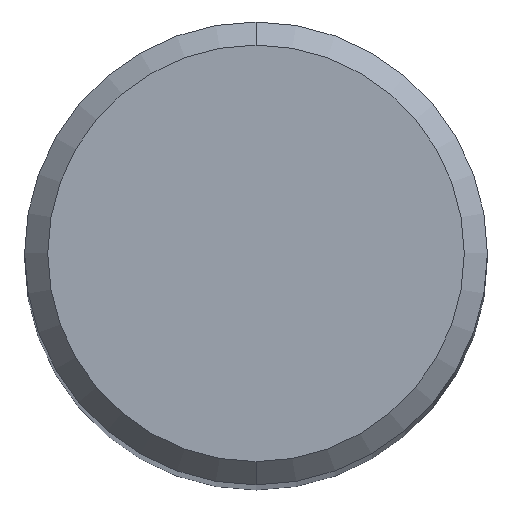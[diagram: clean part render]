
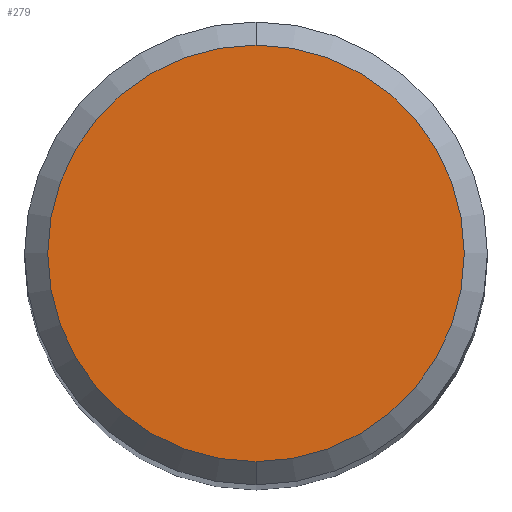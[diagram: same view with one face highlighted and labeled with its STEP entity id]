
A CAD part, top view. The second image highlights one B-rep face of the part: STEP entity #279.
In plain terms, the highlighted planar face has unit normal (0, 0, 1).
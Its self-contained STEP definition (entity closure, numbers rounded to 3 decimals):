
#203=EDGE_CURVE('',#251,#297,#514,.T.);
#251=VERTEX_POINT('',#568);
#263=EDGE_CURVE('',#297,#251,#582,.T.);
#279=ADVANCED_FACE('',(#601),#602,.T.);
#297=VERTEX_POINT('',#622);
#514=CIRCLE('',#855,3.6);
#568=CARTESIAN_POINT('',(0.,-3.6,0.0));
#582=CIRCLE('',#1033,3.6);
#601=FACE_OUTER_BOUND('',#1052,.T.);
#602=PLANE('',#1053);
#622=CARTESIAN_POINT('',(0.0,3.6,0.0));
#855=AXIS2_PLACEMENT_3D('',#1494,#1495,#1496);
#1033=AXIS2_PLACEMENT_3D('',#1576,#1577,#1578);
#1052=EDGE_LOOP('',(#1602,#1603));
#1053=AXIS2_PLACEMENT_3D('',#1604,#1605,#1606);
#1494=CARTESIAN_POINT('',(0.0,0.0,0.0));
#1495=DIRECTION('',(0.0,0.0,-1.0));
#1496=DIRECTION('',(0.0,1.0,0.0));
#1576=CARTESIAN_POINT('',(0.0,0.0,0.0));
#1577=DIRECTION('',(0.0,0.0,-1.0));
#1578=DIRECTION('',(0.0,1.0,0.0));
#1602=ORIENTED_EDGE('',*,*,#263,.F.);
#1603=ORIENTED_EDGE('',*,*,#203,.F.);
#1604=CARTESIAN_POINT('',(0.0,1.8,0.0));
#1605=DIRECTION('',(-0.0,0.0,1.0));
#1606=DIRECTION('',(0.0,-1.0,0.0));
